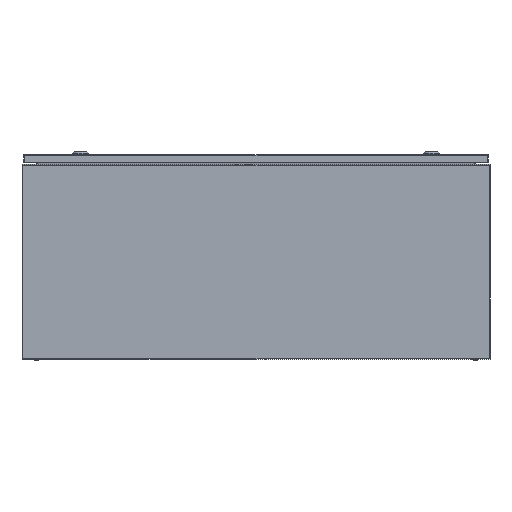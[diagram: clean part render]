
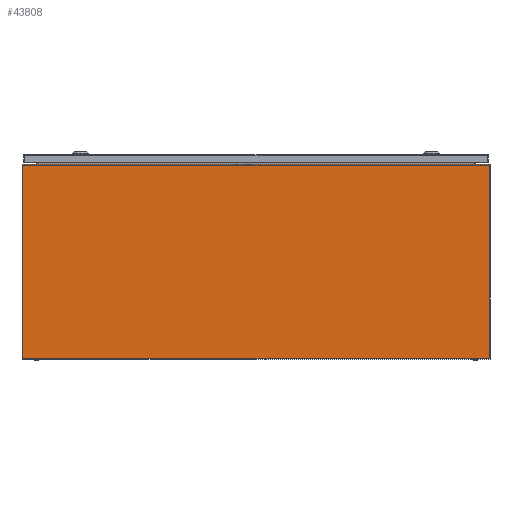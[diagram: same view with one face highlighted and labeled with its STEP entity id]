
A CAD part, left-side view. The second image highlights one B-rep face of the part: STEP entity #43808.
In plain terms, the highlighted planar face has unit normal (-1, 0, 0).
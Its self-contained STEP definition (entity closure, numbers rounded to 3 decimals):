
#2845 = EDGE_CURVE ( 'NONE', #7981, #32924, #34690, .T. ) ;
#3368 = CARTESIAN_POINT ( 'NONE',  ( 0., 0., 333. ) ) ;
#7371 = LINE ( 'NONE', #13925, #17467 ) ;
#7549 = CARTESIAN_POINT ( 'NONE',  ( 0., 0., 333. ) ) ;
#7981 = VERTEX_POINT ( 'NONE', #7549 ) ;
#10567 = DIRECTION ( 'NONE',  ( 0., 0., -1. ) ) ;
#11683 = LINE ( 'NONE', #28807, #37844 ) ;
#12168 = AXIS2_PLACEMENT_3D ( 'NONE', #3368, #38248, #20477 ) ;
#12214 = EDGE_LOOP ( 'NONE', ( #38271, #13311, #20849, #38766 ) ) ;
#13311 = ORIENTED_EDGE ( 'NONE', *, *, #2845, .F. ) ;
#13916 = FACE_OUTER_BOUND ( 'NONE', #12214, .T. ) ;
#13925 = CARTESIAN_POINT ( 'NONE',  ( 0., 0., 0. ) ) ;
#14367 = PLANE ( 'NONE',  #12168 ) ;
#15418 = VECTOR ( 'NONE', #10567, 1000. ) ;
#17467 = VECTOR ( 'NONE', #34432, 1000. ) ;
#18935 = LINE ( 'NONE', #26341, #42171 ) ;
#20477 = DIRECTION ( 'NONE',  ( 0., 0., -1. ) ) ;
#20849 = ORIENTED_EDGE ( 'NONE', *, *, #41347, .F. ) ;
#21203 = CARTESIAN_POINT ( 'NONE',  ( 0., 0., 333. ) ) ;
#22665 = VERTEX_POINT ( 'NONE', #32739 ) ;
#26341 = CARTESIAN_POINT ( 'NONE',  ( 0., 800., 333. ) ) ;
#27348 = EDGE_CURVE ( 'NONE', #29529, #32924, #7371, .T. ) ;
#27968 = CARTESIAN_POINT ( 'NONE',  ( 0., 0., 0. ) ) ;
#27979 = CARTESIAN_POINT ( 'NONE',  ( 0., 800., 0. ) ) ;
#28807 = CARTESIAN_POINT ( 'NONE',  ( 0., 0., 333. ) ) ;
#29529 = VERTEX_POINT ( 'NONE', #27979 ) ;
#32685 = DIRECTION ( 'NONE',  ( 0., 0., -1. ) ) ;
#32739 = CARTESIAN_POINT ( 'NONE',  ( 0., 800., 333. ) ) ;
#32924 = VERTEX_POINT ( 'NONE', #27968 ) ;
#34432 = DIRECTION ( 'NONE',  ( 0., -1., 0. ) ) ;
#34690 = LINE ( 'NONE', #21203, #15418 ) ;
#36064 = EDGE_CURVE ( 'NONE', #22665, #29529, #18935, .T. ) ;
#37844 = VECTOR ( 'NONE', #42138, 1000. ) ;
#38248 = DIRECTION ( 'NONE',  ( 1., 0., 0. ) ) ;
#38271 = ORIENTED_EDGE ( 'NONE', *, *, #27348, .T. ) ;
#38766 = ORIENTED_EDGE ( 'NONE', *, *, #36064, .T. ) ;
#41347 = EDGE_CURVE ( 'NONE', #22665, #7981, #11683, .T. ) ;
#42138 = DIRECTION ( 'NONE',  ( 0., -1., 0. ) ) ;
#42171 = VECTOR ( 'NONE', #32685, 1000. ) ;
#43808 = ADVANCED_FACE ( 'NONE', ( #13916 ), #14367, .F. ) ;
